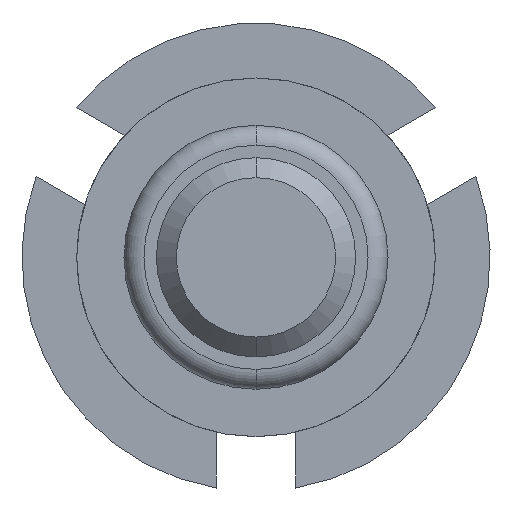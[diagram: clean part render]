
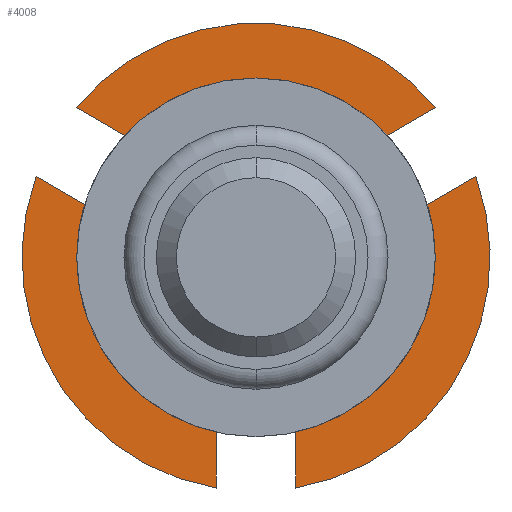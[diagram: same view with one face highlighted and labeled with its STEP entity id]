
A CAD part, front view. The second image highlights one B-rep face of the part: STEP entity #4008.
In plain terms, the highlighted planar face has unit normal (0, -1, 0).
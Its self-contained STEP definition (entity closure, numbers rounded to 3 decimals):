
#29 = CIRCLE ( 'NONE', #2646, 2.35 ) ;
#30 = VERTEX_POINT ( 'NONE', #3802 ) ;
#51 = CARTESIAN_POINT ( 'NONE',  ( 0., 5.5, 0. ) ) ;
#139 = LINE ( 'NONE', #2809, #1476 ) ;
#146 = LINE ( 'NONE', #2163, #4429 ) ;
#313 = VECTOR ( 'NONE', #1551, 1000. ) ;
#321 = VERTEX_POINT ( 'NONE', #2777 ) ;
#356 = LINE ( 'NONE', #2266, #313 ) ;
#363 = VERTEX_POINT ( 'NONE', #2464 ) ;
#488 = ORIENTED_EDGE ( 'NONE', *, *, #544, .F. ) ;
#505 = DIRECTION ( 'NONE',  ( 0., 1., 0. ) ) ;
#527 = DIRECTION ( 'NONE',  ( 0., 1., 0. ) ) ;
#529 = ORIENTED_EDGE ( 'NONE', *, *, #3061, .F. ) ;
#544 = EDGE_CURVE ( 'Defeature ausgef�hrt4_19+Defeature ausgef�hrt4_26+Defeature ausgef�hrt4_41+Defeature ausgef�hrt4_40', #3467, #949, #4175, .T. ) ;
#559 = CARTESIAN_POINT ( 'NONE',  ( 0.2, 5.5, -0.346 ) ) ;
#578 = EDGE_CURVE ( 'Defeature ausgef�hrt4_38+Defeature ausgef�hrt4_26+Defeature ausgef�hrt4_39+Defeature ausgef�hrt4_20', #790, #363, #1492, .T. ) ;
#584 = ORIENTED_EDGE ( 'NONE', *, *, #1948, .F. ) ;
#689 = EDGE_CURVE ( 'Defeature ausgef�hrt4_30+Defeature ausgef�hrt4_26+Defeature ausgef�hrt4_27+Defeature ausgef�hrt4_29', #3034, #2682, #843, .T. ) ;
#701 = PLANE ( 'NONE',  #1970 ) ;
#709 = VECTOR ( 'NONE', #1652, 1000. ) ;
#765 = FACE_BOUND ( 'NONE', #4123, .T. ) ;
#790 = VERTEX_POINT ( 'NONE', #3716 ) ;
#816 = DIRECTION ( 'NONE',  ( -0.839, 0., 0.545 ) ) ;
#834 = CARTESIAN_POINT ( 'NONE',  ( -1.586, 5.5, 0.454 ) ) ;
#837 = CIRCLE ( 'NONE', #3820, 2.35 ) ;
#843 = LINE ( 'NONE', #3390, #4385 ) ;
#865 = DIRECTION ( 'NONE',  ( 0., 0., -1. ) ) ;
#910 = ORIENTED_EDGE ( 'NONE', *, *, #3124, .F. ) ;
#932 = LINE ( 'NONE', #3316, #1951 ) ;
#941 = EDGE_CURVE ( 'Defeature ausgef�hrt4_20+Defeature ausgef�hrt4_26+Defeature ausgef�hrt4_38+Defeature ausgef�hrt4_37', #363, #1340, #837, .T. ) ;
#949 = VERTEX_POINT ( 'NONE', #3215 ) ;
#958 = ORIENTED_EDGE ( 'NONE', *, *, #2003, .F. ) ;
#961 = VERTEX_POINT ( 'NONE', #834 ) ;
#1018 = ORIENTED_EDGE ( 'NONE', *, *, #2694, .F. ) ;
#1038 = CARTESIAN_POINT ( 'NONE',  ( -0.4, 5.5, 0. ) ) ;
#1130 = ORIENTED_EDGE ( 'NONE', *, *, #1519, .F. ) ;
#1195 = CARTESIAN_POINT ( 'NONE',  ( 0., 5.5, 0. ) ) ;
#1216 = CARTESIAN_POINT ( 'NONE',  ( 0., 5.5, 0. ) ) ;
#1238 = DIRECTION ( 'NONE',  ( 0.866, 0., 0.5 ) ) ;
#1310 = EDGE_CURVE ( 'Defeature ausgef�hrt4_35+Defeature ausgef�hrt4_26+Defeature ausgef�hrt4_36+Defeature ausgef�hrt4_34', #1365, #3556, #1590, .T. ) ;
#1340 = VERTEX_POINT ( 'NONE', #2392 ) ;
#1364 = LINE ( 'NONE', #3578, #3550 ) ;
#1365 = VERTEX_POINT ( 'NONE', #3095 ) ;
#1445 = VECTOR ( 'NONE', #1238, 1000. ) ;
#1467 = CARTESIAN_POINT ( 'NONE',  ( -1.805, 5.5, 1.504 ) ) ;
#1476 = VECTOR ( 'NONE', #3156, 1000. ) ;
#1492 = LINE ( 'NONE', #559, #1445 ) ;
#1519 = EDGE_CURVE ( 'Defeature ausgef�hrt4_28+Defeature ausgef�hrt4_26+Defeature ausgef�hrt4_29+Defeature ausgef�hrt4_27', #3153, #3381, #2185, .T. ) ;
#1534 = DIRECTION ( 'NONE',  ( -0.866, 0., -0.5 ) ) ;
#1551 = DIRECTION ( 'NONE',  ( 0.5, 0., 0.866 ) ) ;
#1590 = LINE ( 'NONE', #1038, #3779 ) ;
#1652 = DIRECTION ( 'NONE',  ( 0.5, 0., -0.866 ) ) ;
#1779 = EDGE_LOOP ( 'NONE', ( #1018, #958, #3771, #4005, #2142, #2029, #584, #4016, #3933, #3728, #529, #488 ) ) ;
#1825 = CARTESIAN_POINT ( 'NONE',  ( -0.4, 5.5, -2.316 ) ) ;
#1833 = CARTESIAN_POINT ( 'NONE',  ( 0., 5.5, 1.075 ) ) ;
#1887 = VECTOR ( 'NONE', #3628, 1000. ) ;
#1948 = EDGE_CURVE ( 'Defeature ausgef�hrt4_37+Defeature ausgef�hrt4_26+Defeature ausgef�hrt4_20+Defeature ausgef�hrt4_36', #1340, #3909, #146, .T. ) ;
#1951 = VECTOR ( 'NONE', #2284, 1000. ) ;
#1970 = AXIS2_PLACEMENT_3D ( 'NONE', #51, #2422, #3141 ) ;
#2003 = EDGE_CURVE ( 'Defeature ausgef�hrt4_42+Defeature ausgef�hrt4_26+Defeature ausgef�hrt4_43+Defeature ausgef�hrt4_41', #961, #321, #356, .T. ) ;
#2029 = ORIENTED_EDGE ( 'NONE', *, *, #2947, .F. ) ;
#2082 = DIRECTION ( 'NONE',  ( 0.866, 0., -0.5 ) ) ;
#2142 = ORIENTED_EDGE ( 'NONE', *, *, #1310, .F. ) ;
#2163 = CARTESIAN_POINT ( 'NONE',  ( 0.4, 5.5, 0. ) ) ;
#2185 = LINE ( 'NONE', #1833, #2763 ) ;
#2223 = LINE ( 'NONE', #2660, #3599 ) ;
#2230 = CARTESIAN_POINT ( 'NONE',  ( -2.205, 5.5, 0.811 ) ) ;
#2266 = CARTESIAN_POINT ( 'NONE',  ( -1.386, 5.5, 0.8 ) ) ;
#2284 = DIRECTION ( 'NONE',  ( 0.839, 0., 0.545 ) ) ;
#2392 = CARTESIAN_POINT ( 'NONE',  ( 0.4, 5.5, -2.316 ) ) ;
#2422 = DIRECTION ( 'NONE',  ( 0., -1., 0. ) ) ;
#2437 = ORIENTED_EDGE ( 'NONE', *, *, #689, .F. ) ;
#2464 = CARTESIAN_POINT ( 'NONE',  ( 2.205, 5.5, 0.811 ) ) ;
#2546 = EDGE_CURVE ( 'Defeature ausgef�hrt4_34+Defeature ausgef�hrt4_26+Defeature ausgef�hrt4_35+Defeature ausgef�hrt4_43', #3556, #4186, #29, .T. ) ;
#2547 = CARTESIAN_POINT ( 'NONE',  ( 0., 5.5, 0. ) ) ;
#2580 = LINE ( 'NONE', #3006, #709 ) ;
#2586 = DIRECTION ( 'NONE',  ( 0., 0., -1. ) ) ;
#2646 = AXIS2_PLACEMENT_3D ( 'NONE', #1195, #4297, #2586 ) ;
#2660 = CARTESIAN_POINT ( 'NONE',  ( 0.2, 5.5, 0.346 ) ) ;
#2682 = VERTEX_POINT ( 'NONE', #3993 ) ;
#2694 = EDGE_CURVE ( 'Defeature ausgef�hrt4_41+Defeature ausgef�hrt4_26+Defeature ausgef�hrt4_42+Defeature ausgef�hrt4_19', #321, #3467, #2223, .T. ) ;
#2699 = CARTESIAN_POINT ( 'NONE',  ( 0.4, 5.5, -1.6 ) ) ;
#2763 = VECTOR ( 'NONE', #816, 1000. ) ;
#2777 = CARTESIAN_POINT ( 'NONE',  ( -1.186, 5.5, 1.146 ) ) ;
#2809 = CARTESIAN_POINT ( 'NONE',  ( 0., 5.5, -1.6 ) ) ;
#2887 = DIRECTION ( 'NONE',  ( 0., 0., -1. ) ) ;
#2889 = EDGE_CURVE ( 'Defeature ausgef�hrt4_43+Defeature ausgef�hrt4_26+Defeature ausgef�hrt4_34+Defeature ausgef�hrt4_42', #4186, #961, #3182, .T. ) ;
#2947 = EDGE_CURVE ( 'Defeature ausgef�hrt4_36+Defeature ausgef�hrt4_26+Defeature ausgef�hrt4_37+Defeature ausgef�hrt4_35', #3909, #1365, #139, .T. ) ;
#2974 = DIRECTION ( 'NONE',  ( 0.839, 0., -0.545 ) ) ;
#3006 = CARTESIAN_POINT ( 'NONE',  ( 1.386, 5.5, 0.8 ) ) ;
#3034 = VERTEX_POINT ( 'NONE', #3194 ) ;
#3061 = EDGE_CURVE ( 'Defeature ausgef�hrt4_40+Defeature ausgef�hrt4_26+Defeature ausgef�hrt4_19+Defeature ausgef�hrt4_39', #949, #30, #1364, .T. ) ;
#3095 = CARTESIAN_POINT ( 'NONE',  ( -0.4, 5.5, -1.6 ) ) ;
#3117 = LINE ( 'NONE', #3370, #1887 ) ;
#3124 = EDGE_CURVE ( 'Defeature ausgef�hrt4_29+Defeature ausgef�hrt4_26+Defeature ausgef�hrt4_30+Defeature ausgef�hrt4_28', #2682, #3153, #932, .T. ) ;
#3141 = DIRECTION ( 'NONE',  ( 0., 0., -1. ) ) ;
#3153 = VERTEX_POINT ( 'NONE', #3624 ) ;
#3156 = DIRECTION ( 'NONE',  ( -1., 0., 0. ) ) ;
#3182 = LINE ( 'NONE', #3764, #3655 ) ;
#3194 = CARTESIAN_POINT ( 'NONE',  ( -1.655, 5.5, 0. ) ) ;
#3215 = CARTESIAN_POINT ( 'NONE',  ( 1.805, 5.5, 1.504 ) ) ;
#3301 = AXIS2_PLACEMENT_3D ( 'NONE', #2547, #505, #2887 ) ;
#3316 = CARTESIAN_POINT ( 'NONE',  ( 1.655, 5.5, 0. ) ) ;
#3370 = CARTESIAN_POINT ( 'NONE',  ( -1.655, 5.5, 0. ) ) ;
#3381 = VERTEX_POINT ( 'NONE', #4156 ) ;
#3390 = CARTESIAN_POINT ( 'NONE',  ( 0., 5.5, -1.075 ) ) ;
#3467 = VERTEX_POINT ( 'NONE', #1467 ) ;
#3473 = ORIENTED_EDGE ( 'NONE', *, *, #4352, .F. ) ;
#3550 = VECTOR ( 'NONE', #1534, 1000. ) ;
#3556 = VERTEX_POINT ( 'NONE', #1825 ) ;
#3559 = DIRECTION ( 'NONE',  ( 0., 0., 1. ) ) ;
#3578 = CARTESIAN_POINT ( 'NONE',  ( -0.2, 5.5, 0.346 ) ) ;
#3599 = VECTOR ( 'NONE', #4366, 1000. ) ;
#3624 = CARTESIAN_POINT ( 'NONE',  ( 1.655, 5.5, 0. ) ) ;
#3628 = DIRECTION ( 'NONE',  ( -0.839, 0., -0.545 ) ) ;
#3655 = VECTOR ( 'NONE', #2082, 1000. ) ;
#3716 = CARTESIAN_POINT ( 'NONE',  ( 1.586, 5.5, 0.454 ) ) ;
#3728 = ORIENTED_EDGE ( 'NONE', *, *, #4298, .F. ) ;
#3764 = CARTESIAN_POINT ( 'NONE',  ( -0.2, 5.5, -0.346 ) ) ;
#3771 = ORIENTED_EDGE ( 'NONE', *, *, #2889, .F. ) ;
#3779 = VECTOR ( 'NONE', #3828, 1000. ) ;
#3802 = CARTESIAN_POINT ( 'NONE',  ( 1.186, 5.5, 1.146 ) ) ;
#3820 = AXIS2_PLACEMENT_3D ( 'NONE', #1216, #527, #865 ) ;
#3828 = DIRECTION ( 'NONE',  ( 0., 0., -1. ) ) ;
#3909 = VERTEX_POINT ( 'NONE', #2699 ) ;
#3933 = ORIENTED_EDGE ( 'NONE', *, *, #578, .F. ) ;
#3993 = CARTESIAN_POINT ( 'NONE',  ( 0., 5.5, -1.075 ) ) ;
#4005 = ORIENTED_EDGE ( 'NONE', *, *, #2546, .F. ) ;
#4008 = ADVANCED_FACE ( 'Defeature ausgef�hrt4_26', ( #4415, #765 ), #701, .T. ) ;
#4016 = ORIENTED_EDGE ( 'NONE', *, *, #941, .F. ) ;
#4123 = EDGE_LOOP ( 'NONE', ( #1130, #910, #2437, #3473 ) ) ;
#4156 = CARTESIAN_POINT ( 'NONE',  ( 0., 5.5, 1.075 ) ) ;
#4175 = CIRCLE ( 'NONE', #3301, 2.35 ) ;
#4186 = VERTEX_POINT ( 'NONE', #2230 ) ;
#4297 = DIRECTION ( 'NONE',  ( 0., 1., 0. ) ) ;
#4298 = EDGE_CURVE ( 'Defeature ausgef�hrt4_39+Defeature ausgef�hrt4_26+Defeature ausgef�hrt4_40+Defeature ausgef�hrt4_38', #30, #790, #2580, .T. ) ;
#4352 = EDGE_CURVE ( 'Defeature ausgef�hrt4_27+Defeature ausgef�hrt4_26+Defeature ausgef�hrt4_28+Defeature ausgef�hrt4_30', #3381, #3034, #3117, .T. ) ;
#4366 = DIRECTION ( 'NONE',  ( -0.866, 0., 0.5 ) ) ;
#4385 = VECTOR ( 'NONE', #2974, 1000. ) ;
#4415 = FACE_OUTER_BOUND ( 'NONE', #1779, .T. ) ;
#4429 = VECTOR ( 'NONE', #3559, 1000. ) ;
